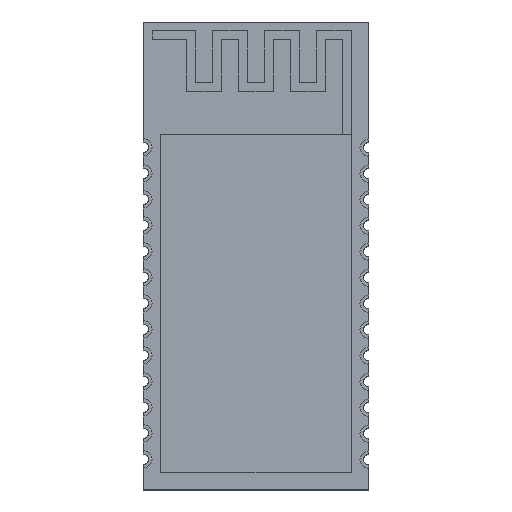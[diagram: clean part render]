
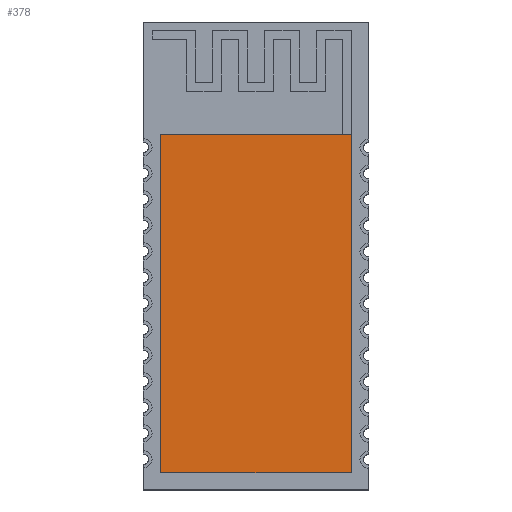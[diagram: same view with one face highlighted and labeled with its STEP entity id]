
A CAD part, top view. The second image highlights one B-rep face of the part: STEP entity #378.
In plain terms, the highlighted planar face has unit normal (0, 0, 1).
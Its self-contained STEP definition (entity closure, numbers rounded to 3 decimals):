
#378 = ADVANCED_FACE( '', ( #788 ), #789, .F. );
#788 = FACE_OUTER_BOUND( '', #1228, .T. );
#789 = PLANE( '', #1229 );
#1228 = EDGE_LOOP( '', ( #2347, #2348, #2349, #2350 ) );
#1229 = AXIS2_PLACEMENT_3D( '', #2351, #2352, #2353 );
#2347 = ORIENTED_EDGE( '', *, *, #2786, .F. );
#2348 = ORIENTED_EDGE( '', *, *, #2927, .F. );
#2349 = ORIENTED_EDGE( '', *, *, #3027, .F. );
#2350 = ORIENTED_EDGE( '', *, *, #3059, .F. );
#2351 = CARTESIAN_POINT( '', ( 0., 0., 2.3 ) );
#2352 = DIRECTION( '', ( 0., 0., -1. ) );
#2353 = DIRECTION( '', ( -1., 0., 0. ) );
#2786 = EDGE_CURVE( '', #3367, #3369, #3370, .T. );
#2927 = EDGE_CURVE( '', #3607, #3367, #3609, .T. );
#3027 = EDGE_CURVE( '', #3771, #3607, #3773, .T. );
#3059 = EDGE_CURVE( '', #3369, #3771, #3821, .T. );
#3367 = VERTEX_POINT( '', #4228 );
#3369 = VERTEX_POINT( '', #4231 );
#3370 = LINE( '', #4232, #4233 );
#3607 = VERTEX_POINT( '', #4553 );
#3609 = LINE( '', #4556, #4557 );
#3771 = VERTEX_POINT( '', #4779 );
#3773 = LINE( '', #4782, #4783 );
#3821 = LINE( '', #4846, #4847 );
#4228 = CARTESIAN_POINT( '', ( -5.5, 20.5, 2.3 ) );
#4231 = CARTESIAN_POINT( '', ( 5.5, 20.5, 2.3 ) );
#4232 = CARTESIAN_POINT( '', ( 5.5, 20.5, 2.3 ) );
#4233 = VECTOR( '', #5371, 1000. );
#4553 = CARTESIAN_POINT( '', ( -5.5, 1., 2.3 ) );
#4556 = CARTESIAN_POINT( '', ( -5.5, 1., 2.3 ) );
#4557 = VECTOR( '', #5543, 1000. );
#4779 = CARTESIAN_POINT( '', ( 5.5, 1., 2.3 ) );
#4782 = CARTESIAN_POINT( '', ( 5.5, 1., 2.3 ) );
#4783 = VECTOR( '', #5656, 1000. );
#4846 = CARTESIAN_POINT( '', ( 5.5, 20.5, 2.3 ) );
#4847 = VECTOR( '', #5696, 1000. );
#5371 = DIRECTION( '', ( 1., 0., 0. ) );
#5543 = DIRECTION( '', ( 0., 1., 0. ) );
#5656 = DIRECTION( '', ( -1., 0., 0. ) );
#5696 = DIRECTION( '', ( 0., -1., 0. ) );
